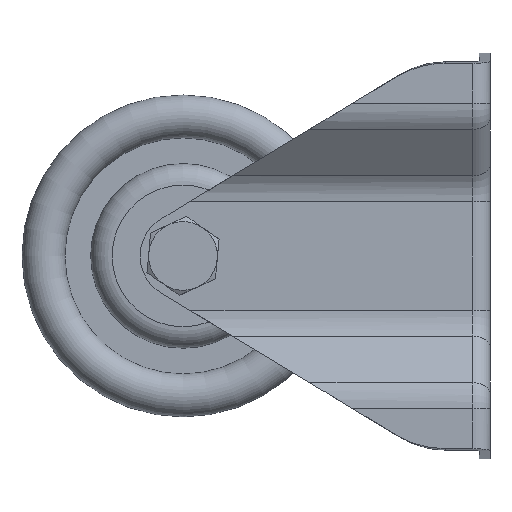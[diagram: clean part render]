
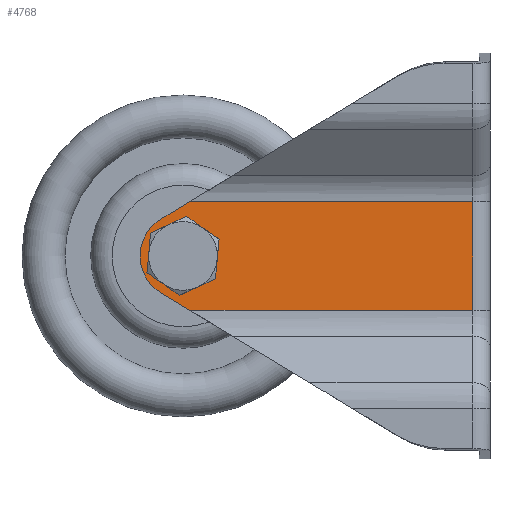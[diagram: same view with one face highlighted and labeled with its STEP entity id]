
A CAD part, left-side view. The second image highlights one B-rep face of the part: STEP entity #4768.
In plain terms, the highlighted planar face has unit normal (-1, 0, 0).
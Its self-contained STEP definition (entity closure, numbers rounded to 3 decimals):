
#4482=CARTESIAN_POINT('',(-103.826,4.0,80.073));
#4483=VERTEX_POINT('',#4482);
#4508=CARTESIAN_POINT('',(-103.826,4.0,54.8));
#4509=VERTEX_POINT('',#4508);
#4519=CARTESIAN_POINT('',(-103.826,4.0,80.073));
#4520=DIRECTION('',(0.0,0.0,-1.0));
#4521=VECTOR('',#4520,25.273);
#4522=LINE('',#4519,#4521);
#4523=EDGE_CURVE('',#4483,#4509,#4522,.T.);
#4698=CARTESIAN_POINT('',(-103.826,69.898,54.8));
#4699=VERTEX_POINT('',#4698);
#4700=CARTESIAN_POINT('',(-103.826,4.0,54.8));
#4701=DIRECTION('',(0.0,1.0,0.0));
#4702=VECTOR('',#4701,65.898);
#4703=LINE('',#4700,#4702);
#4704=EDGE_CURVE('',#4509,#4699,#4703,.T.);
#4717=CARTESIAN_POINT('',(-103.826,0.0,80.073));
#4718=DIRECTION('',(-1.0,0.0,0.0));
#4719=DIRECTION('',(0.0,0.0,1.0));
#4720=AXIS2_PLACEMENT_3D('',#4717,#4718,#4719);
#4721=PLANE('',#4720);
#4722=ORIENTED_EDGE('',*,*,#4523,.F.);
#4723=CARTESIAN_POINT('',(-103.826,69.95,80.073));
#4724=VERTEX_POINT('',#4723);
#4725=CARTESIAN_POINT('',(-103.826,4.0,80.073));
#4726=DIRECTION('',(0.0,1.0,0.0));
#4727=VECTOR('',#4726,65.95);
#4728=LINE('',#4725,#4727);
#4729=EDGE_CURVE('',#4483,#4724,#4728,.T.);
#4730=ORIENTED_EDGE('',*,*,#4729,.T.);
#4731=CARTESIAN_POINT('',(-103.826,76.671,76.012));
#4732=VERTEX_POINT('',#4731);
#4733=CARTESIAN_POINT('',(-103.826,69.95,80.073));
#4734=DIRECTION('',(0.,0.856,-0.517));
#4735=VECTOR('',#4734,7.853);
#4736=LINE('',#4733,#4735);
#4737=EDGE_CURVE('',#4724,#4732,#4736,.T.);
#4738=ORIENTED_EDGE('',*,*,#4737,.T.);
#4739=CARTESIAN_POINT('',(-103.826,76.673,58.895));
#4740=VERTEX_POINT('',#4739);
#4741=CARTESIAN_POINT('',(-103.826,71.5,67.453));
#4742=DIRECTION('',(-1.0,0.0,0.0));
#4743=DIRECTION('',(0.0,0.0,-1.0));
#4744=AXIS2_PLACEMENT_3D('',#4741,#4742,#4743);
#4745=CIRCLE('',#4744,10.0);
#4746=EDGE_CURVE('',#4732,#4740,#4745,.T.);
#4747=ORIENTED_EDGE('',*,*,#4746,.T.);
#4748=CARTESIAN_POINT('',(-103.826,76.673,58.895));
#4749=DIRECTION('',(0.,-0.856,-0.517));
#4750=VECTOR('',#4749,7.916);
#4751=LINE('',#4748,#4750);
#4752=EDGE_CURVE('',#4740,#4699,#4751,.T.);
#4753=ORIENTED_EDGE('',*,*,#4752,.T.);
#4754=ORIENTED_EDGE('',*,*,#4704,.F.);
#4755=EDGE_LOOP('',(#4722,#4730,#4738,#4747,#4753,#4754));
#4756=FACE_OUTER_BOUND('',#4755,.T.);
#4757=CARTESIAN_POINT('',(-103.826,71.5,72.603));
#4758=VERTEX_POINT('',#4757);
#4759=CARTESIAN_POINT('',(-103.826,71.5,67.453));
#4760=DIRECTION('',(1.0,0.0,0.0));
#4761=DIRECTION('',(0.0,0.0,-1.0));
#4762=AXIS2_PLACEMENT_3D('',#4759,#4760,#4761);
#4763=CIRCLE('',#4762,5.15);
#4764=EDGE_CURVE('',#4758,#4758,#4763,.T.);
#4765=ORIENTED_EDGE('',*,*,#4764,.T.);
#4766=EDGE_LOOP('',(#4765));
#4767=FACE_BOUND('',#4766,.T.);
#4768=ADVANCED_FACE('',(#4756,#4767),#4721,.T.);
